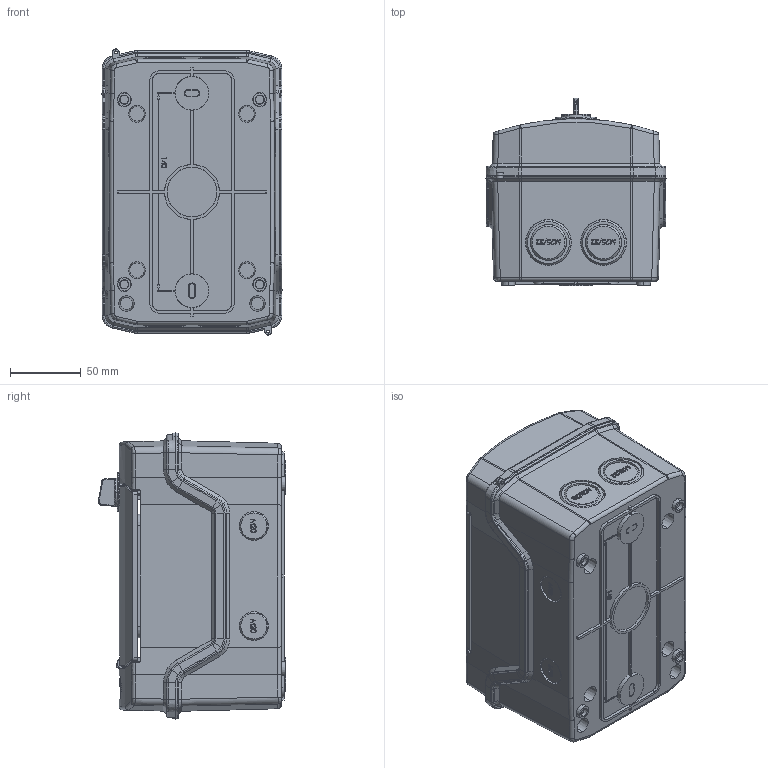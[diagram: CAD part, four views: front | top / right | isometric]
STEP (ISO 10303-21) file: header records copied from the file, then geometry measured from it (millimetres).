
FILE_DESCRIPTION((''),'2;1');
FILE_NAME('ECH_4G-NISO_M_UVODNICE_ASM','2025-03-10T12:36:07',('klemen.sitar'),('Audax d.o.o.'),'CREO PARAMETRIC BY PTC INC, 2021304','CREO PARAMETRIC BY PTC INC, 2021304','');
FILE_SCHEMA(('AP242_MANAGED_MODEL_BASED_3D_ENGINEERING_MIM_LF { 1 0 10303 442 1 1 4 }'));
Products named in the file (17): DNO_N4-D__23_08_2019___1; VIJAK_9_5__DNO_I_SINA__1_1_1; VIJAK_30__DNO_I_MASKA__1_1_1; VRATA_N4-D_1_1; DRAFT_BRAVA__LOCK__1_1_1; SINA_SABIRNICE_N4-D_1_1; SRAF_KLEME_1_1; MESING_04-13827_1_1; POKLOPAC_SABIRNICE_NX-D_1_1; LIMENA_SINA__N4-D__1_1; DRAFT_KLJUC__LOCK__1_1_1; MASKA_N4-D_1_1; PRT0004_1_1_1_1_1; PRT0004_1_2_1_1_1; PRT0004_1_3_1_1_1; ECH_LOGO_ASM; ECH_4G-NISO_M_UVODNICE_ASM
Assembly tree (32 placements, depth 3):
  ECH_4G-NISO_M_UVODNICE_ASM
    DNO_N4-D__23_08_2019___1
    VIJAK_9_5__DNO_I_SINA__1_1_1  x5
    VIJAK_30__DNO_I_MASKA__1_1_1  x4
    VRATA_N4-D_1_1
    DRAFT_BRAVA__LOCK__1_1_1
    SINA_SABIRNICE_N4-D_1_1
    SRAF_KLEME_1_1  x8
    MESING_04-13827_1_1  x2
    POKLOPAC_SABIRNICE_NX-D_1_1  x2
    LIMENA_SINA__N4-D__1_1
    DRAFT_KLJUC__LOCK__1_1_1
    MASKA_N4-D_1_1
    ECH_LOGO_ASM
      PRT0004_1_1_1_1_1
      PRT0004_1_2_1_1_1
      PRT0004_1_3_1_1_1
Bounding box: 127.66 x 132.79 x 202.84 mm (x, y, z)
Volume: 368532.1 mm3; surface area: 378794.8 mm2
Topology: 31 solids, 31 shells, 4356 faces, 11452 edges, 7243 vertices
Faces by surface type: plane 1720, bspline 1134, cylinder 646, cone 466, extrusion 249, torus 97, revolution 24, sphere 20
Entity records: 182537 total; most frequent: CARTESIAN_POINT 66060, ORIENTED_EDGE 16704, DIRECTION 12657, PRESENTATION_STYLE_ASSIGNMENT 10840, STYLED_ITEM 10840, CURVE_STYLE 8561, EDGE_CURVE 8352, VERTEX_POINT 5318
